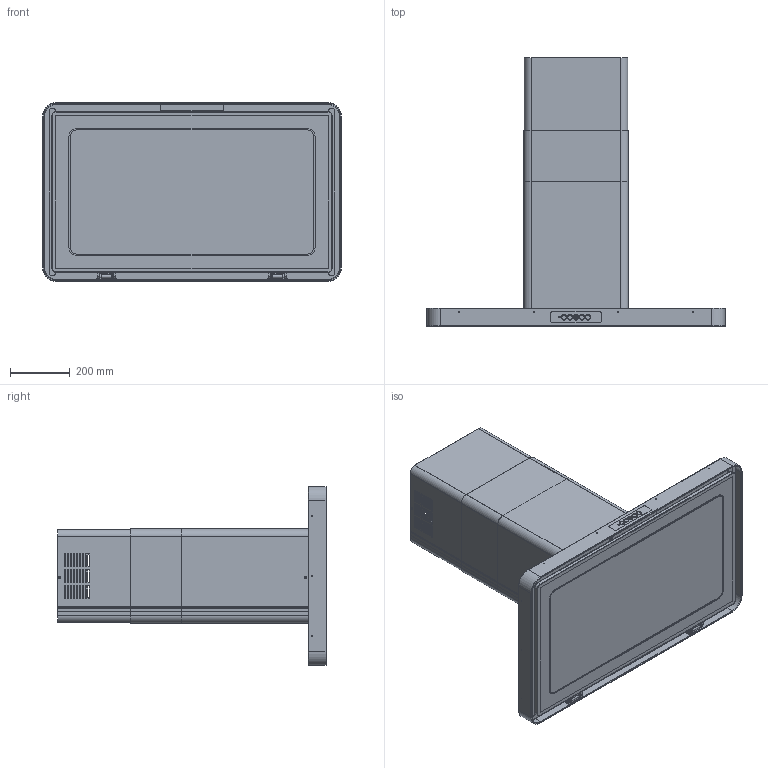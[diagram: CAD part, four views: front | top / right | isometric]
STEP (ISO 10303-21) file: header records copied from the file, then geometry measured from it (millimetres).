
FILE_DESCRIPTION((''),'2;1');
FILE_NAME('24B_710_ASM','2016-02-18T',('BD037'),(''),'PRO/ENGINEER BY PARAMETRIC TECHNOLOGY CORPORATION, 2014200','PRO/ENGINEER BY PARAMETRIC TECHNOLOGY CORPORATION, 2014200','');
FILE_SCHEMA(('CONFIG_CONTROL_DESIGN'));
Products named in the file (29): 24B_001; 24B_002; 24B_003; 24B_009; 24B_711_ASM; 1054-08_1; 1054-04_1; 1054-09_1; 1054-05_1; 1054-U3_ASM_1_ASM; CMM_020_ASM; 23B_009; 24B_005; 24B_006; 24B_007; 24B_715_ASM; 24B_713_ASM; FIA_131; CIA_005A; SG2_717_H600_ASM; SG2_011; SG2_718_ASM; K44_004; K44_005; K44_009; K44_011; K44_010; K44_700_ASM; 24B_710_ASM
Assembly tree (42 placements, depth 4):
  24B_710_ASM
    24B_711_ASM
      24B_001
      24B_002
      24B_003
      24B_009  x2
    CMM_020_ASM  x2
      1054-U3_ASM_1_ASM
        1054-08_1
        1054-04_1  x2
        1054-09_1
        1054-05_1
    23B_009
    24B_713_ASM
      24B_715_ASM
        24B_005
        24B_006
        24B_007
    FIA_131  x3
    SG2_717_H600_ASM
      CIA_005A  x2
    SG2_718_ASM
      SG2_011  x2
    K44_700_ASM
      K44_004  x5
      K44_005
      K44_009  x4
      K44_011
      K44_010
Bounding box: 998 x 898.65 x 598 mm (x, y, z)
Volume: 6438407.8 mm3; surface area: 7721709.3 mm2
Topology: 38 solids, 38 shells, 3890 faces, 10329 edges, 6515 vertices
Faces by surface type: plane 1945, cylinder 1179, bspline 444, cone 138, extrusion 100, torus 74, sphere 10
Entity records: 73716 total; most frequent: CARTESIAN_POINT 20330, ORIENTED_EDGE 11148, DIRECTION 10837, EDGE_CURVE 5574, AXIS2_PLACEMENT_3D 3812, VERTEX_POINT 3449, VECTOR 3213, LINE 3193
